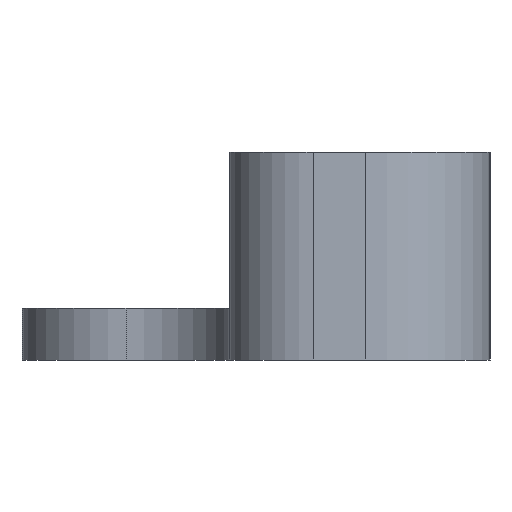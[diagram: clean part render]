
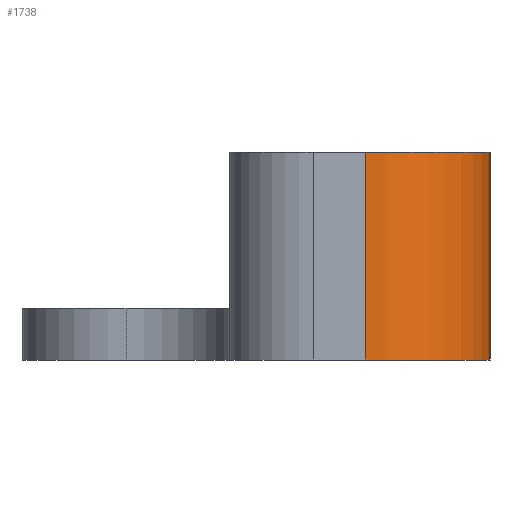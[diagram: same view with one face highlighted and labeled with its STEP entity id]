
A CAD part, left-side view. The second image highlights one B-rep face of the part: STEP entity #1738.
In plain terms, the highlighted cylindrical face has radius 12 mm (diameter 24 mm), a partial arc.
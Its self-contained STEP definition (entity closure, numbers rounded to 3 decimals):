
#73 = PLANE('',#74);
#74 = AXIS2_PLACEMENT_3D('',#75,#76,#77);
#75 = CARTESIAN_POINT('',(0.,4.012,20.));
#76 = DIRECTION('',(0.,0.,1.));
#77 = DIRECTION('',(1.,0.,0.));
#101 = PLANE('',#102);
#102 = AXIS2_PLACEMENT_3D('',#103,#104,#105);
#103 = CARTESIAN_POINT('',(-91.5,-0.5,0.));
#104 = DIRECTION('',(-1.,0.,0.));
#105 = DIRECTION('',(0.,1.,0.));
#128 = PLANE('',#129);
#129 = AXIS2_PLACEMENT_3D('',#130,#131,#132);
#130 = CARTESIAN_POINT('',(0.,4.012,0.));
#131 = DIRECTION('',(0.,0.,1.));
#132 = DIRECTION('',(1.,0.,0.));
#219 = EDGE_CURVE('',#220,#222,#224,.T.);
#220 = VERTEX_POINT('',#221);
#221 = CARTESIAN_POINT('',(-91.5,-0.5,0.));
#222 = VERTEX_POINT('',#223);
#223 = CARTESIAN_POINT('',(-91.5,-0.5,20.));
#224 = SURFACE_CURVE('',#225,(#229,#236),.PCURVE_S1.);
#225 = LINE('',#226,#227);
#226 = CARTESIAN_POINT('',(-91.5,-0.5,0.));
#227 = VECTOR('',#228,1.);
#228 = DIRECTION('',(0.,0.,1.));
#229 = PCURVE('',#101,#230);
#230 = DEFINITIONAL_REPRESENTATION('',(#231),#235);
#231 = LINE('',#232,#233);
#232 = CARTESIAN_POINT('',(0.,0.));
#233 = VECTOR('',#234,1.);
#234 = DIRECTION('',(0.,-1.));
#235 = ( GEOMETRIC_REPRESENTATION_CONTEXT(2) 
PARAMETRIC_REPRESENTATION_CONTEXT() REPRESENTATION_CONTEXT('2D SPACE',''
  ) );
#236 = PCURVE('',#237,#242);
#237 = CYLINDRICAL_SURFACE('',#238,12.);
#238 = AXIS2_PLACEMENT_3D('',#239,#240,#241);
#239 = CARTESIAN_POINT('',(-79.5,-0.5,0.));
#240 = DIRECTION('',(-0.,-0.,-1.));
#241 = DIRECTION('',(1.,0.,0.));
#242 = DEFINITIONAL_REPRESENTATION('',(#243),#247);
#243 = LINE('',#244,#245);
#244 = CARTESIAN_POINT('',(-3.142,0.));
#245 = VECTOR('',#246,1.);
#246 = DIRECTION('',(-0.,-1.));
#247 = ( GEOMETRIC_REPRESENTATION_CONTEXT(2) 
PARAMETRIC_REPRESENTATION_CONTEXT() REPRESENTATION_CONTEXT('2D SPACE',''
  ) );
#297 = EDGE_CURVE('',#220,#298,#300,.T.);
#298 = VERTEX_POINT('',#299);
#299 = CARTESIAN_POINT('',(-79.5,-12.5,0.));
#300 = SURFACE_CURVE('',#301,(#306,#313),.PCURVE_S1.);
#301 = CIRCLE('',#302,12.);
#302 = AXIS2_PLACEMENT_3D('',#303,#304,#305);
#303 = CARTESIAN_POINT('',(-79.5,-0.5,0.));
#304 = DIRECTION('',(0.,0.,1.));
#305 = DIRECTION('',(1.,0.,0.));
#306 = PCURVE('',#128,#307);
#307 = DEFINITIONAL_REPRESENTATION('',(#308),#312);
#308 = CIRCLE('',#309,12.);
#309 = AXIS2_PLACEMENT_2D('',#310,#311);
#310 = CARTESIAN_POINT('',(-79.5,-4.512));
#311 = DIRECTION('',(1.,0.));
#312 = ( GEOMETRIC_REPRESENTATION_CONTEXT(2) 
PARAMETRIC_REPRESENTATION_CONTEXT() REPRESENTATION_CONTEXT('2D SPACE',''
  ) );
#313 = PCURVE('',#237,#314);
#314 = DEFINITIONAL_REPRESENTATION('',(#315),#319);
#315 = LINE('',#316,#317);
#316 = CARTESIAN_POINT('',(-0.,0.));
#317 = VECTOR('',#318,1.);
#318 = DIRECTION('',(-1.,0.));
#319 = ( GEOMETRIC_REPRESENTATION_CONTEXT(2) 
PARAMETRIC_REPRESENTATION_CONTEXT() REPRESENTATION_CONTEXT('2D SPACE',''
  ) );
#337 = PLANE('',#338);
#338 = AXIS2_PLACEMENT_3D('',#339,#340,#341);
#339 = CARTESIAN_POINT('',(79.5,-12.5,0.));
#340 = DIRECTION('',(0.,-1.,0.));
#341 = DIRECTION('',(-1.,0.,0.));
#965 = EDGE_CURVE('',#222,#966,#968,.T.);
#966 = VERTEX_POINT('',#967);
#967 = CARTESIAN_POINT('',(-79.5,-12.5,20.));
#968 = SURFACE_CURVE('',#969,(#974,#981),.PCURVE_S1.);
#969 = CIRCLE('',#970,12.);
#970 = AXIS2_PLACEMENT_3D('',#971,#972,#973);
#971 = CARTESIAN_POINT('',(-79.5,-0.5,20.));
#972 = DIRECTION('',(0.,0.,1.));
#973 = DIRECTION('',(1.,0.,0.));
#974 = PCURVE('',#73,#975);
#975 = DEFINITIONAL_REPRESENTATION('',(#976),#980);
#976 = CIRCLE('',#977,12.);
#977 = AXIS2_PLACEMENT_2D('',#978,#979);
#978 = CARTESIAN_POINT('',(-79.5,-4.512));
#979 = DIRECTION('',(1.,0.));
#980 = ( GEOMETRIC_REPRESENTATION_CONTEXT(2) 
PARAMETRIC_REPRESENTATION_CONTEXT() REPRESENTATION_CONTEXT('2D SPACE',''
  ) );
#981 = PCURVE('',#237,#982);
#982 = DEFINITIONAL_REPRESENTATION('',(#983),#987);
#983 = LINE('',#984,#985);
#984 = CARTESIAN_POINT('',(-0.,-20.));
#985 = VECTOR('',#986,1.);
#986 = DIRECTION('',(-1.,0.));
#987 = ( GEOMETRIC_REPRESENTATION_CONTEXT(2) 
PARAMETRIC_REPRESENTATION_CONTEXT() REPRESENTATION_CONTEXT('2D SPACE',''
  ) );
#1738 = ADVANCED_FACE('',(#1739),#237,.T.);
#1739 = FACE_BOUND('',#1740,.F.);
#1740 = EDGE_LOOP('',(#1741,#1742,#1743,#1764));
#1741 = ORIENTED_EDGE('',*,*,#219,.T.);
#1742 = ORIENTED_EDGE('',*,*,#965,.T.);
#1743 = ORIENTED_EDGE('',*,*,#1744,.F.);
#1744 = EDGE_CURVE('',#298,#966,#1745,.T.);
#1745 = SURFACE_CURVE('',#1746,(#1750,#1757),.PCURVE_S1.);
#1746 = LINE('',#1747,#1748);
#1747 = CARTESIAN_POINT('',(-79.5,-12.5,0.));
#1748 = VECTOR('',#1749,1.);
#1749 = DIRECTION('',(0.,0.,1.));
#1750 = PCURVE('',#237,#1751);
#1751 = DEFINITIONAL_REPRESENTATION('',(#1752),#1756);
#1752 = LINE('',#1753,#1754);
#1753 = CARTESIAN_POINT('',(-4.712,0.));
#1754 = VECTOR('',#1755,1.);
#1755 = DIRECTION('',(-0.,-1.));
#1756 = ( GEOMETRIC_REPRESENTATION_CONTEXT(2) 
PARAMETRIC_REPRESENTATION_CONTEXT() REPRESENTATION_CONTEXT('2D SPACE',''
  ) );
#1757 = PCURVE('',#337,#1758);
#1758 = DEFINITIONAL_REPRESENTATION('',(#1759),#1763);
#1759 = LINE('',#1760,#1761);
#1760 = CARTESIAN_POINT('',(159.,0.));
#1761 = VECTOR('',#1762,1.);
#1762 = DIRECTION('',(0.,-1.));
#1763 = ( GEOMETRIC_REPRESENTATION_CONTEXT(2) 
PARAMETRIC_REPRESENTATION_CONTEXT() REPRESENTATION_CONTEXT('2D SPACE',''
  ) );
#1764 = ORIENTED_EDGE('',*,*,#297,.F.);
